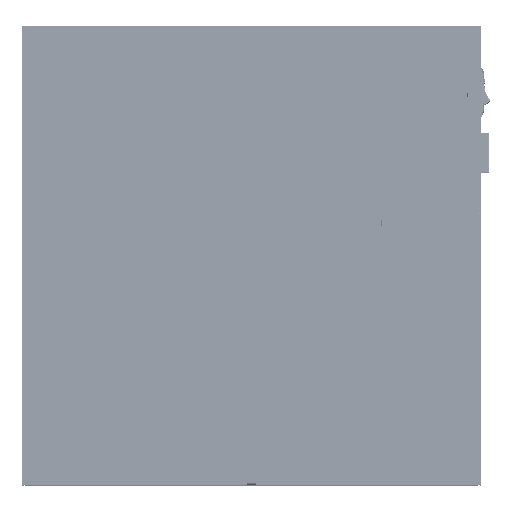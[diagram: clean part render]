
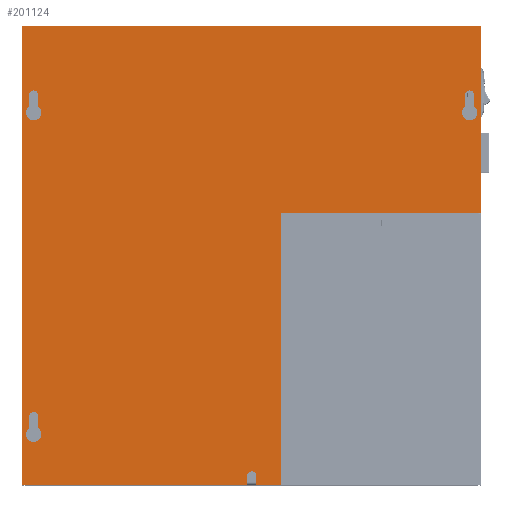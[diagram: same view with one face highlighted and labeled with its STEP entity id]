
A CAD part, top view. The second image highlights one B-rep face of the part: STEP entity #201124.
In plain terms, the highlighted planar face has unit normal (0, 0, 1).
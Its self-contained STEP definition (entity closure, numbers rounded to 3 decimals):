
#2933=FACE_BOUND('',#31344,.T.);
#2934=FACE_BOUND('',#31345,.T.);
#2935=FACE_BOUND('',#31346,.T.);
#7553=PLANE('',#214974);
#19562=FACE_OUTER_BOUND('',#31343,.T.);
#31343=EDGE_LOOP('',(#163814,#163815,#163816,#163817,#163818,#163819,#163820,
#163821,#163822,#163823,#163824,#163825));
#31344=EDGE_LOOP('',(#163826,#163827,#163828,#163829));
#31345=EDGE_LOOP('',(#163830,#163831,#163832,#163833));
#31346=EDGE_LOOP('',(#163834,#163835,#163836,#163837));
#40404=CIRCLE('',#214975,3.023);
#40405=CIRCLE('',#214976,3.023);
#40406=CIRCLE('',#214977,5.08);
#40407=CIRCLE('',#214978,3.023);
#40408=CIRCLE('',#214979,5.08);
#40409=CIRCLE('',#214980,3.023);
#40410=CIRCLE('',#214981,5.08);
#56496=LINE('',#322385,#75759);
#56499=LINE('',#322391,#75762);
#56500=LINE('',#322392,#75763);
#56501=LINE('',#322394,#75764);
#56502=LINE('',#322396,#75765);
#56503=LINE('',#322398,#75766);
#56504=LINE('',#322400,#75767);
#56505=LINE('',#322402,#75768);
#56506=LINE('',#322404,#75769);
#56507=LINE('',#322406,#75770);
#56508=LINE('',#322409,#75771);
#56509=LINE('',#322412,#75772);
#56510=LINE('',#322416,#75773);
#56511=LINE('',#322420,#75774);
#56512=LINE('',#322424,#75775);
#56513=LINE('',#322428,#75776);
#56514=LINE('',#322432,#75777);
#75759=VECTOR('',#248617,10.);
#75762=VECTOR('',#248622,10.);
#75763=VECTOR('',#248623,10.);
#75764=VECTOR('',#248624,10.);
#75765=VECTOR('',#248625,10.);
#75766=VECTOR('',#248626,10.);
#75767=VECTOR('',#248627,10.);
#75768=VECTOR('',#248628,10.);
#75769=VECTOR('',#248629,10.);
#75770=VECTOR('',#248630,10.);
#75771=VECTOR('',#248633,10.);
#75772=VECTOR('',#248634,10.);
#75773=VECTOR('',#248637,10.);
#75774=VECTOR('',#248640,10.);
#75775=VECTOR('',#248643,10.);
#75776=VECTOR('',#248646,10.);
#75777=VECTOR('',#248649,10.);
#94075=VERTEX_POINT('',#322363);
#94080=VERTEX_POINT('',#322382);
#94081=VERTEX_POINT('',#322384);
#94083=VERTEX_POINT('',#322390);
#94084=VERTEX_POINT('',#322393);
#94085=VERTEX_POINT('',#322395);
#94086=VERTEX_POINT('',#322397);
#94087=VERTEX_POINT('',#322399);
#94088=VERTEX_POINT('',#322401);
#94089=VERTEX_POINT('',#322403);
#94090=VERTEX_POINT('',#322405);
#94091=VERTEX_POINT('',#322407);
#94092=VERTEX_POINT('',#322410);
#94093=VERTEX_POINT('',#322411);
#94094=VERTEX_POINT('',#322413);
#94095=VERTEX_POINT('',#322415);
#94096=VERTEX_POINT('',#322418);
#94097=VERTEX_POINT('',#322419);
#94098=VERTEX_POINT('',#322421);
#94099=VERTEX_POINT('',#322423);
#94100=VERTEX_POINT('',#322426);
#94101=VERTEX_POINT('',#322427);
#94102=VERTEX_POINT('',#322429);
#94103=VERTEX_POINT('',#322431);
#119039=EDGE_CURVE('',#94080,#94081,#56496,.T.);
#119042=EDGE_CURVE('',#94080,#94083,#56499,.T.);
#119043=EDGE_CURVE('',#94083,#94075,#56500,.T.);
#119044=EDGE_CURVE('',#94084,#94075,#56501,.T.);
#119045=EDGE_CURVE('',#94085,#94084,#56502,.T.);
#119046=EDGE_CURVE('',#94086,#94085,#56503,.T.);
#119047=EDGE_CURVE('',#94087,#94086,#56504,.T.);
#119048=EDGE_CURVE('',#94088,#94087,#56505,.T.);
#119049=EDGE_CURVE('',#94089,#94088,#56506,.T.);
#119050=EDGE_CURVE('',#94089,#94090,#56507,.T.);
#119051=EDGE_CURVE('',#94090,#94091,#40404,.T.);
#119052=EDGE_CURVE('',#94091,#94081,#56508,.T.);
#119053=EDGE_CURVE('',#94092,#94093,#56509,.T.);
#119054=EDGE_CURVE('',#94093,#94094,#40405,.T.);
#119055=EDGE_CURVE('',#94094,#94095,#56510,.T.);
#119056=EDGE_CURVE('',#94095,#94092,#40406,.T.);
#119057=EDGE_CURVE('',#94096,#94097,#56511,.T.);
#119058=EDGE_CURVE('',#94097,#94098,#40407,.T.);
#119059=EDGE_CURVE('',#94098,#94099,#56512,.T.);
#119060=EDGE_CURVE('',#94099,#94096,#40408,.T.);
#119061=EDGE_CURVE('',#94100,#94101,#56513,.T.);
#119062=EDGE_CURVE('',#94101,#94102,#40409,.T.);
#119063=EDGE_CURVE('',#94102,#94103,#56514,.T.);
#119064=EDGE_CURVE('',#94103,#94100,#40410,.T.);
#163814=ORIENTED_EDGE('',*,*,#119042,.T.);
#163815=ORIENTED_EDGE('',*,*,#119043,.T.);
#163816=ORIENTED_EDGE('',*,*,#119044,.F.);
#163817=ORIENTED_EDGE('',*,*,#119045,.F.);
#163818=ORIENTED_EDGE('',*,*,#119046,.F.);
#163819=ORIENTED_EDGE('',*,*,#119047,.F.);
#163820=ORIENTED_EDGE('',*,*,#119048,.F.);
#163821=ORIENTED_EDGE('',*,*,#119049,.F.);
#163822=ORIENTED_EDGE('',*,*,#119050,.T.);
#163823=ORIENTED_EDGE('',*,*,#119051,.T.);
#163824=ORIENTED_EDGE('',*,*,#119052,.T.);
#163825=ORIENTED_EDGE('',*,*,#119039,.F.);
#163826=ORIENTED_EDGE('',*,*,#119053,.T.);
#163827=ORIENTED_EDGE('',*,*,#119054,.T.);
#163828=ORIENTED_EDGE('',*,*,#119055,.T.);
#163829=ORIENTED_EDGE('',*,*,#119056,.T.);
#163830=ORIENTED_EDGE('',*,*,#119057,.T.);
#163831=ORIENTED_EDGE('',*,*,#119058,.T.);
#163832=ORIENTED_EDGE('',*,*,#119059,.T.);
#163833=ORIENTED_EDGE('',*,*,#119060,.T.);
#163834=ORIENTED_EDGE('',*,*,#119061,.T.);
#163835=ORIENTED_EDGE('',*,*,#119062,.T.);
#163836=ORIENTED_EDGE('',*,*,#119063,.T.);
#163837=ORIENTED_EDGE('',*,*,#119064,.T.);
#201124=ADVANCED_FACE('',(#19562,#2933,#2934,#2935),#7553,.T.);
#214974=AXIS2_PLACEMENT_3D('',#322389,#248620,#248621);
#214975=AXIS2_PLACEMENT_3D('',#322408,#248631,#248632);
#214976=AXIS2_PLACEMENT_3D('',#322414,#248635,#248636);
#214977=AXIS2_PLACEMENT_3D('',#322417,#248638,#248639);
#214978=AXIS2_PLACEMENT_3D('',#322422,#248641,#248642);
#214979=AXIS2_PLACEMENT_3D('',#322425,#248644,#248645);
#214980=AXIS2_PLACEMENT_3D('',#322430,#248647,#248648);
#214981=AXIS2_PLACEMENT_3D('',#322433,#248650,#248651);
#248617=DIRECTION('',(-1.,0.,0.));
#248620=DIRECTION('center_axis',(0.,0.,
1.));
#248621=DIRECTION('ref_axis',(1.,0.,0.));
#248622=DIRECTION('',(0.,1.,0.));
#248623=DIRECTION('',(1.,0.,0.));
#248624=DIRECTION('',(0.,-1.,0.));
#248625=DIRECTION('',(-1.,0.,0.));
#248626=DIRECTION('',(0.,-1.,0.));
#248627=DIRECTION('',(1.,0.,0.));
#248628=DIRECTION('',(0.,1.,0.));
#248629=DIRECTION('',(-1.,0.,0.));
#248630=DIRECTION('',(0.,1.,0.));
#248631=DIRECTION('center_axis',(0.,0.,
-1.));
#248632=DIRECTION('ref_axis',(1.,0.,0.));
#248633=DIRECTION('',(0.,-1.,0.));
#248634=DIRECTION('',(0.,1.,0.));
#248635=DIRECTION('center_axis',(0.,0.,
-1.));
#248636=DIRECTION('ref_axis',(1.,0.,0.));
#248637=DIRECTION('',(0.,-1.,0.));
#248638=DIRECTION('center_axis',(0.,0.,
-1.));
#248639=DIRECTION('ref_axis',(-0.595,0.804,0.));
#248640=DIRECTION('',(0.,1.,0.));
#248641=DIRECTION('center_axis',(0.,0.,
-1.));
#248642=DIRECTION('ref_axis',(1.,0.,0.));
#248643=DIRECTION('',(0.,-1.,0.));
#248644=DIRECTION('center_axis',(0.,0.,
-1.));
#248645=DIRECTION('ref_axis',(-0.595,0.804,0.));
#248646=DIRECTION('',(0.,1.,0.));
#248647=DIRECTION('center_axis',(0.,0.,
-1.));
#248648=DIRECTION('ref_axis',(1.,0.,0.));
#248649=DIRECTION('',(0.,-1.,0.));
#248650=DIRECTION('center_axis',(0.,0.,
-1.));
#248651=DIRECTION('ref_axis',(-0.595,0.804,0.));
#322363=CARTESIAN_POINT('',(20.431,26.623,77.419));
#322382=CARTESIAN_POINT('',(20.304,-153.844,77.419));
#322384=CARTESIAN_POINT('',(3.895,-153.844,77.419));
#322385=CARTESIAN_POINT('',(-151.527,-153.844,77.419));
#322389=CARTESIAN_POINT('Origin',(-18.804,18.233,77.419));
#322390=CARTESIAN_POINT('',(20.304,26.623,77.419));
#322391=CARTESIAN_POINT('',(20.304,-67.806,77.419));
#322392=CARTESIAN_POINT('',(0.75,26.623,77.419));
#322393=CARTESIAN_POINT('',(20.431,26.75,77.419));
#322394=CARTESIAN_POINT('',(20.431,-153.844,77.419));
#322395=CARTESIAN_POINT('',(153.273,26.75,77.419));
#322396=CARTESIAN_POINT('',(20.431,26.75,77.419));
#322397=CARTESIAN_POINT('',(153.273,150.956,77.419));
#322398=CARTESIAN_POINT('',(153.273,26.75,77.419));
#322399=CARTESIAN_POINT('',(-151.527,150.956,77.419));
#322400=CARTESIAN_POINT('',(153.273,150.956,77.419));
#322401=CARTESIAN_POINT('',(-151.527,-153.844,77.419));
#322402=CARTESIAN_POINT('',(-151.527,150.956,77.419));
#322403=CARTESIAN_POINT('',(-2.15,-153.844,77.419));
#322404=CARTESIAN_POINT('',(-151.527,-153.844,77.419));
#322405=CARTESIAN_POINT('',(-2.15,-147.494,77.419));
#322406=CARTESIAN_POINT('',(-2.15,-67.806,77.419));
#322407=CARTESIAN_POINT('',(3.895,-147.494,77.419));
#322408=CARTESIAN_POINT('Origin',(0.873,-147.494,77.419));
#322409=CARTESIAN_POINT('',(3.895,-64.631,77.419));
#322410=CARTESIAN_POINT('',(142.503,97.609,77.419));
#322411=CARTESIAN_POINT('',(142.503,105.236,77.419));
#322412=CARTESIAN_POINT('',(142.503,57.921,77.419));
#322413=CARTESIAN_POINT('',(148.548,105.236,77.419));
#322414=CARTESIAN_POINT('Origin',(145.526,105.236,77.419));
#322415=CARTESIAN_POINT('',(148.548,97.609,77.419));
#322416=CARTESIAN_POINT('',(148.548,61.734,77.419));
#322417=CARTESIAN_POINT('Origin',(145.526,93.526,77.419));
#322418=CARTESIAN_POINT('',(-146.803,-115.751,77.419));
#322419=CARTESIAN_POINT('',(-146.803,-108.124,77.419));
#322420=CARTESIAN_POINT('',(-146.803,-48.759,77.419));
#322421=CARTESIAN_POINT('',(-140.758,-108.124,77.419));
#322422=CARTESIAN_POINT('Origin',(-143.78,-108.124,77.419));
#322423=CARTESIAN_POINT('',(-140.758,-115.751,77.419));
#322424=CARTESIAN_POINT('',(-140.758,-44.946,77.419));
#322425=CARTESIAN_POINT('Origin',(-143.78,-119.834,77.419));
#322426=CARTESIAN_POINT('',(-146.803,97.609,77.419));
#322427=CARTESIAN_POINT('',(-146.803,105.236,77.419));
#322428=CARTESIAN_POINT('',(-146.803,57.921,77.419));
#322429=CARTESIAN_POINT('',(-140.758,105.236,77.419));
#322430=CARTESIAN_POINT('Origin',(-143.78,105.236,77.419));
#322431=CARTESIAN_POINT('',(-140.758,97.609,77.419));
#322432=CARTESIAN_POINT('',(-140.758,61.734,77.419));
#322433=CARTESIAN_POINT('Origin',(-143.78,93.526,77.419));
